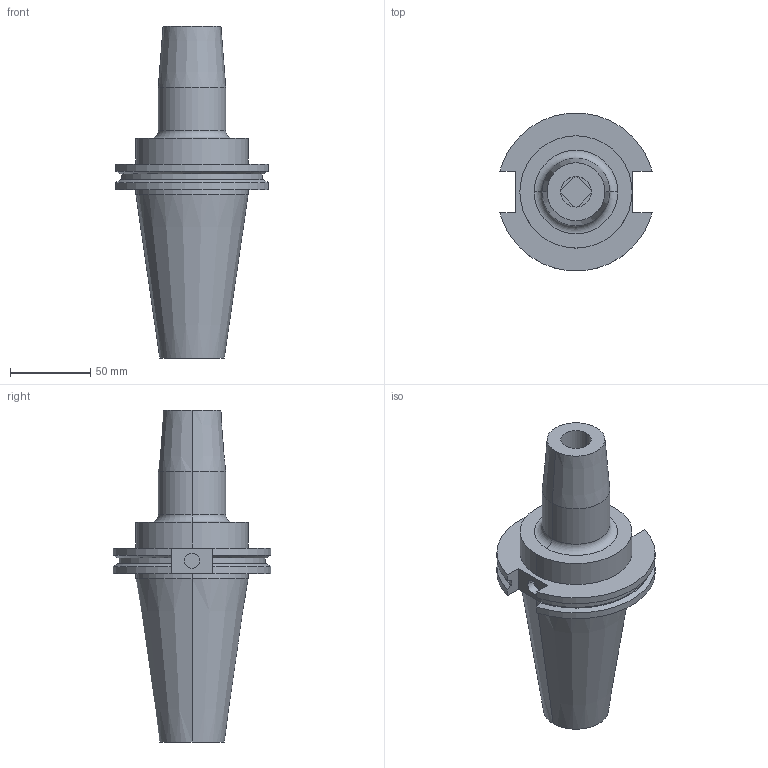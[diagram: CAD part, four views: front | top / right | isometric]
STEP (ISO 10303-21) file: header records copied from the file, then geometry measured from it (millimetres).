
FILE_DESCRIPTION (( 'STEP AP203' ), '1' );
FILE_NAME ('STP-5032-S80-A48-413-AA(SATE-17.05.071.127H).STEP', '2021-07-14T06:56:47', ( '' ), ( '' ), 'SwSTEP 2.0', 'SolidWorks 2017', '' );
FILE_SCHEMA (( 'CONFIG_CONTROL_DESIGN' ));
Length unit declared in the file: millimetre
Products named in the file (1): STP-5032-S80-A48-413-AA(SATE-17.05.071.127H)
Bounding box: 94.95 x 98.05 x 206.6 mm (x, y, z)
Volume: 469493.7 mm3; surface area: 56816.2 mm2
Topology: 1 solids, 1 shells, 69 faces, 163 edges, 103 vertices
Faces by surface type: cylinder 29, plane 24, cone 14, torus 2
Entity records: 2068 total; most frequent: DIRECTION 365, CARTESIAN_POINT 358, ORIENTED_EDGE 322, EDGE_CURVE 161, AXIS2_PLACEMENT_3D 142, VERTEX_POINT 103, VECTOR 81, LINE 81
